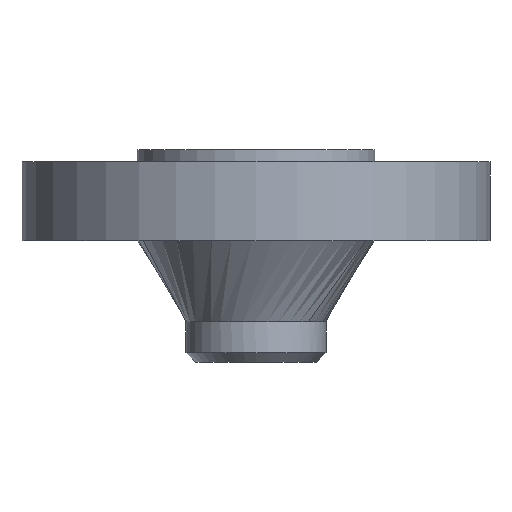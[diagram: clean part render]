
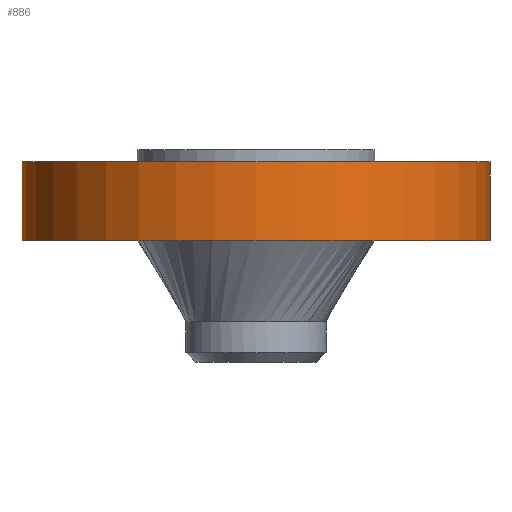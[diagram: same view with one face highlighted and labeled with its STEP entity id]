
A CAD part, front view. The second image highlights one B-rep face of the part: STEP entity #886.
In plain terms, the highlighted cylindrical face has radius 122.174 mm (diameter 244.348 mm), a partial arc.
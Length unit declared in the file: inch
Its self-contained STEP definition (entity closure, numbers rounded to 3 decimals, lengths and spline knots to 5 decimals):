
#48 = EDGE_LOOP ( 'NONE', ( #1091, #524, #339, #645 ) ) ;
#65 = CARTESIAN_POINT ( 'NONE',  ( 0., 0., -15.22473 ) ) ;
#93 = LINE ( 'NONE', #697, #450 ) ;
#115 = EDGE_CURVE ( 'NONE', #1108, #1056, #93, .T. ) ;
#207 = DIRECTION ( 'NONE',  ( 0., 0., 1. ) ) ;
#213 = AXIS2_PLACEMENT_3D ( 'NONE', #568, #669, #924 ) ;
#226 = CARTESIAN_POINT ( 'NONE',  ( -4.81, 0., -1.62 ) ) ;
#257 = EDGE_CURVE ( 'NONE', #502, #446, #297, .T. ) ;
#287 = CIRCLE ( 'NONE', #422, 4.81 ) ;
#297 = LINE ( 'NONE', #550, #812 ) ;
#302 = CARTESIAN_POINT ( 'NONE',  ( 4.81, 0., 0. ) ) ;
#339 = ORIENTED_EDGE ( 'NONE', *, *, #115, .T. ) ;
#376 = EDGE_CURVE ( 'NONE', #1108, #502, #287, .T. ) ;
#420 = DIRECTION ( 'NONE',  ( 0., 0., -1. ) ) ;
#422 = AXIS2_PLACEMENT_3D ( 'NONE', #583, #420, #1070 ) ;
#426 = EDGE_CURVE ( 'NONE', #446, #1056, #670, .T. ) ;
#446 = VERTEX_POINT ( 'NONE', #663 ) ;
#450 = VECTOR ( 'NONE', #1036, 39.37008 ) ;
#499 = DIRECTION ( 'NONE',  ( 0., 0., 1. ) ) ;
#502 = VERTEX_POINT ( 'NONE', #226 ) ;
#524 = ORIENTED_EDGE ( 'NONE', *, *, #376, .F. ) ;
#550 = CARTESIAN_POINT ( 'NONE',  ( -4.81, 0., -15.22473 ) ) ;
#568 = CARTESIAN_POINT ( 'NONE',  ( 0., 0., 0. ) ) ;
#583 = CARTESIAN_POINT ( 'NONE',  ( 0., 0., -1.62 ) ) ;
#645 = ORIENTED_EDGE ( 'NONE', *, *, #426, .F. ) ;
#662 = CYLINDRICAL_SURFACE ( 'NONE', #871, 4.81 ) ;
#663 = CARTESIAN_POINT ( 'NONE',  ( -4.81, 0., 0. ) ) ;
#669 = DIRECTION ( 'NONE',  ( 0., 0., 1. ) ) ;
#670 = CIRCLE ( 'NONE', #213, 4.81 ) ;
#680 = DIRECTION ( 'NONE',  ( 1., 0., 0. ) ) ;
#697 = CARTESIAN_POINT ( 'NONE',  ( 4.81, 0., -15.22473 ) ) ;
#811 = CARTESIAN_POINT ( 'NONE',  ( 4.81, 0., -1.62 ) ) ;
#812 = VECTOR ( 'NONE', #207, 39.37008 ) ;
#871 = AXIS2_PLACEMENT_3D ( 'NONE', #65, #499, #680 ) ;
#886 = ADVANCED_FACE ( 'NONE', ( #1003 ), #662, .T. ) ;
#924 = DIRECTION ( 'NONE',  ( 1., 0., 0. ) ) ;
#1003 = FACE_OUTER_BOUND ( 'NONE', #48, .T. ) ;
#1036 = DIRECTION ( 'NONE',  ( 0., 0., 1. ) ) ;
#1056 = VERTEX_POINT ( 'NONE', #302 ) ;
#1070 = DIRECTION ( 'NONE',  ( 1., 0., 0. ) ) ;
#1091 = ORIENTED_EDGE ( 'NONE', *, *, #257, .F. ) ;
#1108 = VERTEX_POINT ( 'NONE', #811 ) ;
